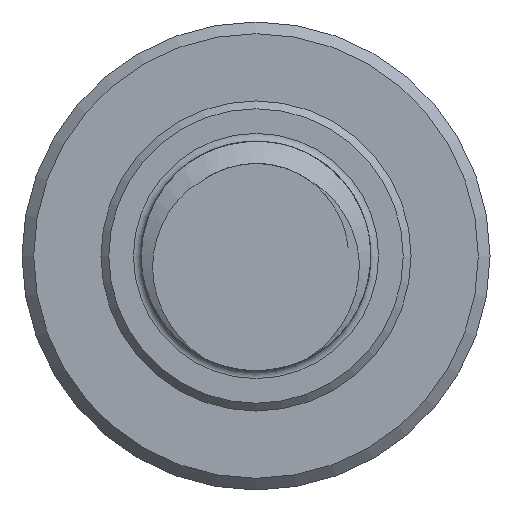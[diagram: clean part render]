
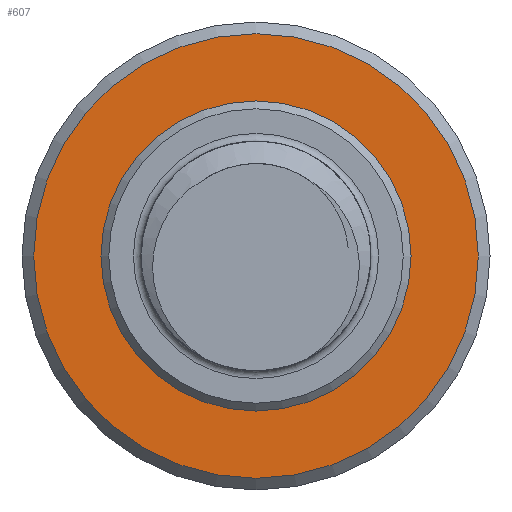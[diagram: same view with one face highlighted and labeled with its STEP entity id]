
A CAD part, front view. The second image highlights one B-rep face of the part: STEP entity #607.
In plain terms, the highlighted planar face has unit normal (0, -1, 0).
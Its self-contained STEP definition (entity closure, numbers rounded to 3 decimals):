
#27=FACE_BOUND('',#100,.T.);
#30=PLANE('',#670);
#62=FACE_OUTER_BOUND('',#99,.T.);
#99=EDGE_LOOP('',(#476));
#100=EDGE_LOOP('',(#477));
#122=CIRCLE('',#664,3.975);
#123=CIRCLE('',#666,5.7);
#278=VERTEX_POINT('',#1507);
#279=VERTEX_POINT('',#1511);
#356=EDGE_CURVE('',#278,#278,#122,.T.);
#357=EDGE_CURVE('',#279,#279,#123,.T.);
#476=ORIENTED_EDGE('',*,*,#357,.F.);
#477=ORIENTED_EDGE('',*,*,#356,.T.);
#607=ADVANCED_FACE('',(#62,#27),#30,.F.);
#664=AXIS2_PLACEMENT_3D('',#1509,#772,#773);
#666=AXIS2_PLACEMENT_3D('',#1512,#776,#777);
#670=AXIS2_PLACEMENT_3D('',#1520,#786,#787);
#772=DIRECTION('center_axis',(0.,1.,0.));
#773=DIRECTION('ref_axis',(1.,0.,0.));
#776=DIRECTION('center_axis',(0.,1.,0.));
#777=DIRECTION('ref_axis',(1.,0.,0.));
#786=DIRECTION('center_axis',(0.,1.,0.));
#787=DIRECTION('ref_axis',(1.,0.,0.));
#1507=CARTESIAN_POINT('',(63.525,19.8,71.));
#1509=CARTESIAN_POINT('Origin',(67.5,19.8,71.));
#1511=CARTESIAN_POINT('',(61.8,19.8,71.));
#1512=CARTESIAN_POINT('Origin',(67.5,19.8,71.));
#1520=CARTESIAN_POINT('Origin',(67.5,19.8,71.));
